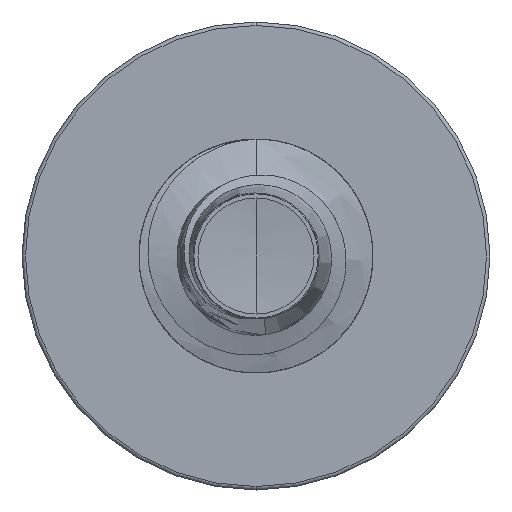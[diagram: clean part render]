
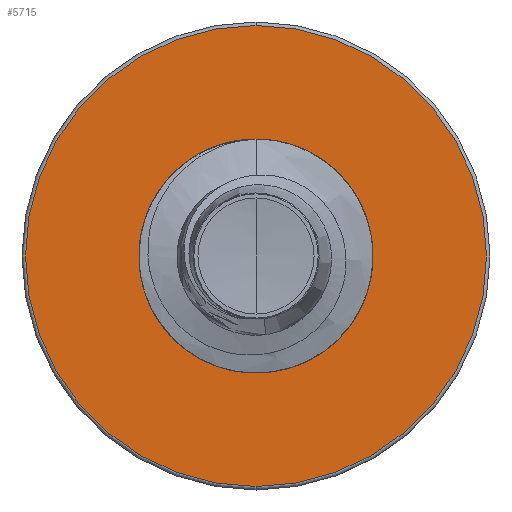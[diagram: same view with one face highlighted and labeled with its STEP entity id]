
A CAD part, front view. The second image highlights one B-rep face of the part: STEP entity #5715.
In plain terms, the highlighted planar face has unit normal (0, -1, 0).
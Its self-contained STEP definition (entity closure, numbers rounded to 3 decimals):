
#809 = ORIENTED_EDGE ( 'NONE', *, *, #26097, .T. ) ;
#1607 = AXIS2_PLACEMENT_3D ( 'NONE', #19780, #4730, #21761 ) ;
#1634 = VERTEX_POINT ( 'NONE', #20021 ) ;
#1925 = AXIS2_PLACEMENT_3D ( 'NONE', #24943, #12849, #26534 ) ;
#2276 = AXIS2_PLACEMENT_3D ( 'NONE', #25694, #14033, #27258 ) ;
#2327 = AXIS2_PLACEMENT_3D ( 'NONE', #20571, #5803, #22429 ) ;
#4730 = DIRECTION ( 'NONE',  ( 0., 1., 0. ) ) ;
#5139 = CARTESIAN_POINT ( 'NONE',  ( 0., 27.5, 4.925 ) ) ;
#5715 = ADVANCED_FACE ( 'NONE', ( #16652, #17197 ), #16928, .F. ) ;
#5803 = DIRECTION ( 'NONE',  ( 0., 1., 0. ) ) ;
#7843 = EDGE_LOOP ( 'NONE', ( #809, #21279 ) ) ;
#12001 = VERTEX_POINT ( 'NONE', #5139 ) ;
#12849 = DIRECTION ( 'NONE',  ( 0., 1., 0. ) ) ;
#14033 = DIRECTION ( 'NONE',  ( 0., 1., 0. ) ) ;
#14497 = CIRCLE ( 'NONE', #1925, 4.925 ) ;
#16652 = FACE_OUTER_BOUND ( 'NONE', #22053, .T. ) ;
#16858 = DIRECTION ( 'NONE',  ( 0., 0., 1. ) ) ;
#16864 = DIRECTION ( 'NONE',  ( 0., 1., 0. ) ) ;
#16928 = PLANE ( 'NONE',  #24103 ) ;
#16967 = CARTESIAN_POINT ( 'NONE',  ( 0., 27.5, -2.415 ) ) ;
#17197 = FACE_BOUND ( 'NONE', #7843, .T. ) ;
#17685 = VERTEX_POINT ( 'NONE', #28218 ) ;
#18367 = CIRCLE ( 'NONE', #1607, 2.415 ) ;
#19780 = CARTESIAN_POINT ( 'NONE',  ( 0., 27.5, 0. ) ) ;
#19787 = CIRCLE ( 'NONE', #2276, 2.415 ) ;
#20021 = CARTESIAN_POINT ( 'NONE',  ( 0., 27.5, -4.925 ) ) ;
#20571 = CARTESIAN_POINT ( 'NONE',  ( 0., 27.5, 0. ) ) ;
#20648 = ORIENTED_EDGE ( 'NONE', *, *, #25594, .F. ) ;
#21279 = ORIENTED_EDGE ( 'NONE', *, *, #25376, .T. ) ;
#21761 = DIRECTION ( 'NONE',  ( 0., 0., 1. ) ) ;
#22053 = EDGE_LOOP ( 'NONE', ( #20648, #25137 ) ) ;
#22314 = VERTEX_POINT ( 'NONE', #22530 ) ;
#22429 = DIRECTION ( 'NONE',  ( 0., 0., 1. ) ) ;
#22530 = CARTESIAN_POINT ( 'NONE',  ( 0., 27.5, 2.415 ) ) ;
#24103 = AXIS2_PLACEMENT_3D ( 'NONE', #16967, #16864, #16858 ) ;
#24943 = CARTESIAN_POINT ( 'NONE',  ( 0., 27.5, 0. ) ) ;
#25137 = ORIENTED_EDGE ( 'NONE', *, *, #25322, .F. ) ;
#25322 = EDGE_CURVE ( 'NONE', #1634, #12001, #27605, .T. ) ;
#25376 = EDGE_CURVE ( 'NONE', #17685, #22314, #19787, .T. ) ;
#25594 = EDGE_CURVE ( 'NONE', #12001, #1634, #14497, .T. ) ;
#25694 = CARTESIAN_POINT ( 'NONE',  ( 0., 27.5, 0. ) ) ;
#26097 = EDGE_CURVE ( 'NONE', #22314, #17685, #18367, .T. ) ;
#26534 = DIRECTION ( 'NONE',  ( 0., 0., 1. ) ) ;
#27258 = DIRECTION ( 'NONE',  ( 0., 0., 1. ) ) ;
#27605 = CIRCLE ( 'NONE', #2327, 4.925 ) ;
#28218 = CARTESIAN_POINT ( 'NONE',  ( 0., 27.5, -2.415 ) ) ;
